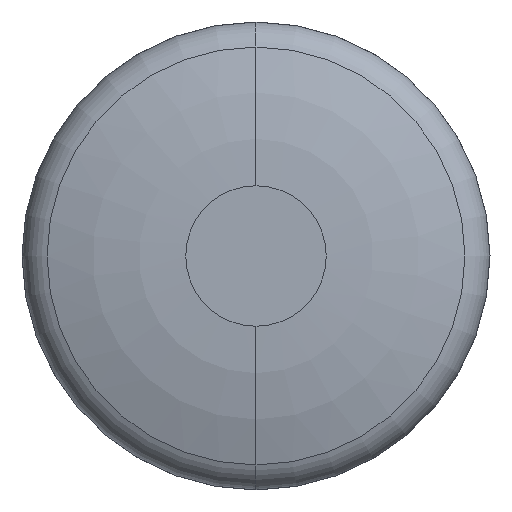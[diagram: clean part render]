
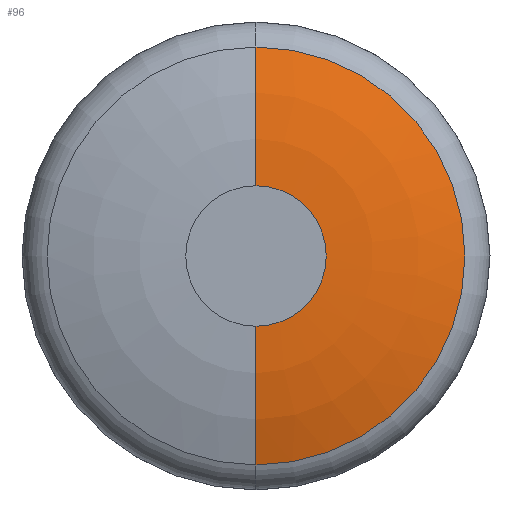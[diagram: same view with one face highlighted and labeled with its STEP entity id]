
A CAD part, front view. The second image highlights one B-rep face of the part: STEP entity #96.
In plain terms, the highlighted toroidal (fillet/blend) face has major radius 0.6 mm and minor radius 3.6 mm.
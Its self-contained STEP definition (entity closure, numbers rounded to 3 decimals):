
#6 = VERTEX_POINT ( 'NONE', #188 ) ;
#37 = VERTEX_POINT ( 'NONE', #463 ) ;
#41 = EDGE_CURVE ( 'NONE', #6, #521, #309, .T. ) ;
#50 = CARTESIAN_POINT ( 'NONE',  ( 0., 3.6, -0.6 ) ) ;
#62 = EDGE_CURVE ( 'NONE', #225, #521, #279, .T. ) ;
#87 = CARTESIAN_POINT ( 'NONE',  ( 0., 0., 0.6 ) ) ;
#96 = ADVANCED_FACE ( 'NONE', ( #251 ), #505, .T. ) ;
#99 = AXIS2_PLACEMENT_3D ( 'NONE', #374, #538, #120 ) ;
#102 = AXIS2_PLACEMENT_3D ( 'NONE', #163, #458, #214 ) ;
#112 = CARTESIAN_POINT ( 'NONE',  ( 0., 0., -0.6 ) ) ;
#120 = DIRECTION ( 'NONE',  ( 0., 0., -1. ) ) ;
#131 = DIRECTION ( 'NONE',  ( -1., 0., 0. ) ) ;
#154 = EDGE_CURVE ( 'NONE', #37, #225, #243, .T. ) ;
#163 = CARTESIAN_POINT ( 'NONE',  ( 0., 0.201, 0. ) ) ;
#170 = AXIS2_PLACEMENT_3D ( 'NONE', #50, #131, #172 ) ;
#172 = DIRECTION ( 'NONE',  ( 0., 0., 1. ) ) ;
#184 = DIRECTION ( 'NONE',  ( 0., -1., 0. ) ) ;
#188 = CARTESIAN_POINT ( 'NONE',  ( 0., 0.201, 1.785 ) ) ;
#209 = DIRECTION ( 'NONE',  ( 0., -1., 0. ) ) ;
#214 = DIRECTION ( 'NONE',  ( 0., 0., -1. ) ) ;
#222 = DIRECTION ( 'NONE',  ( 0., 0., -1. ) ) ;
#225 = VERTEX_POINT ( 'NONE', #112 ) ;
#243 = CIRCLE ( 'NONE', #170, 3.6 ) ;
#244 = DIRECTION ( 'NONE',  ( 0., 0., -1. ) ) ;
#251 = FACE_OUTER_BOUND ( 'NONE', #364, .T. ) ;
#279 = CIRCLE ( 'NONE', #411, 0.6 ) ;
#281 = CIRCLE ( 'NONE', #102, 1.785 ) ;
#309 = CIRCLE ( 'NONE', #99, 3.6 ) ;
#310 = ORIENTED_EDGE ( 'NONE', *, *, #62, .F. ) ;
#318 = ORIENTED_EDGE ( 'NONE', *, *, #41, .T. ) ;
#323 = CARTESIAN_POINT ( 'NONE',  ( 0., 0., 0. ) ) ;
#339 = CARTESIAN_POINT ( 'NONE',  ( 0., 3.6, 0. ) ) ;
#364 = EDGE_LOOP ( 'NONE', ( #389, #318, #310, #419 ) ) ;
#374 = CARTESIAN_POINT ( 'NONE',  ( 0., 3.6, 0.6 ) ) ;
#389 = ORIENTED_EDGE ( 'NONE', *, *, #494, .T. ) ;
#411 = AXIS2_PLACEMENT_3D ( 'NONE', #323, #209, #244 ) ;
#419 = ORIENTED_EDGE ( 'NONE', *, *, #154, .F. ) ;
#458 = DIRECTION ( 'NONE',  ( 0., -1., 0. ) ) ;
#463 = CARTESIAN_POINT ( 'NONE',  ( 0., 0.201, -1.785 ) ) ;
#484 = AXIS2_PLACEMENT_3D ( 'NONE', #339, #184, #222 ) ;
#494 = EDGE_CURVE ( 'NONE', #37, #6, #281, .T. ) ;
#505 = TOROIDAL_SURFACE ( 'NONE', #484, 0.6, 3.6 ) ;
#521 = VERTEX_POINT ( 'NONE', #87 ) ;
#538 = DIRECTION ( 'NONE',  ( 1., 0., 0. ) ) ;
